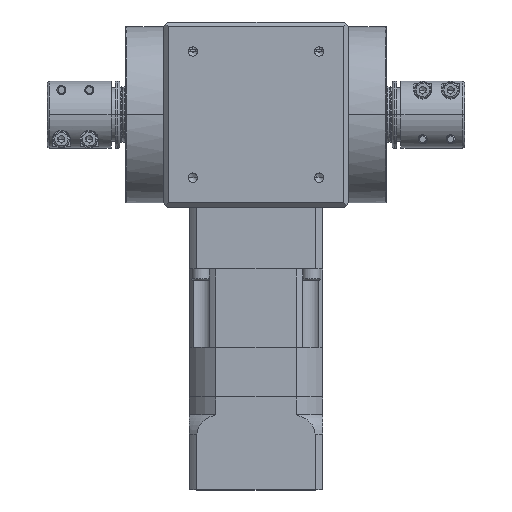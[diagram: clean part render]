
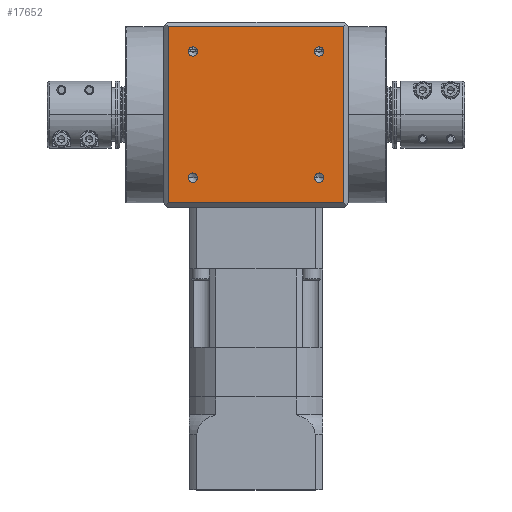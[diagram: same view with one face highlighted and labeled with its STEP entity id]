
A CAD part, top view. The second image highlights one B-rep face of the part: STEP entity #17652.
In plain terms, the highlighted planar face has unit normal (0, 0, 1).
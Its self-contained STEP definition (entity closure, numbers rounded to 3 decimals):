
#205 = EDGE_LOOP ( 'NONE', ( #3803, #29721 ) ) ;
#461 = EDGE_CURVE ( 'NONE', #17072, #15977, #22911, .T. ) ;
#702 = VECTOR ( 'NONE', #8247, 1000. ) ;
#1246 = ORIENTED_EDGE ( 'NONE', *, *, #5946, .F. ) ;
#1676 = CARTESIAN_POINT ( 'NONE',  ( -28.284, 163.984, 41.5 ) ) ;
#1711 = VERTEX_POINT ( 'NONE', #18228 ) ;
#1756 = CARTESIAN_POINT ( 'NONE',  ( -28.284, 107.416, 41.5 ) ) ;
#2282 = ORIENTED_EDGE ( 'NONE', *, *, #461, .F. ) ;
#2548 = EDGE_CURVE ( 'NONE', #26746, #32857, #32123, .T. ) ;
#2729 = AXIS2_PLACEMENT_3D ( 'NONE', #2865, #22260, #5628 ) ;
#2780 = AXIS2_PLACEMENT_3D ( 'NONE', #1756, #21133, #4502 ) ;
#2865 = CARTESIAN_POINT ( 'NONE',  ( -28.284, 107.416, 41.5 ) ) ;
#3411 = VERTEX_POINT ( 'NONE', #27608 ) ;
#3682 = CARTESIAN_POINT ( 'NONE',  ( -41.5, 96.2, 41.5 ) ) ;
#3803 = ORIENTED_EDGE ( 'NONE', *, *, #2548, .T. ) ;
#3908 = CARTESIAN_POINT ( 'NONE',  ( 39.292, 96.2, 41.5 ) ) ;
#4441 = DIRECTION ( 'NONE',  ( 0., -1., 0. ) ) ;
#4502 = DIRECTION ( 'NONE',  ( 0., -1., 0. ) ) ;
#5628 = DIRECTION ( 'NONE',  ( 0., -1., 0. ) ) ;
#5946 = EDGE_CURVE ( 'NONE', #3411, #25212, #14768, .T. ) ;
#5954 = DIRECTION ( 'NONE',  ( 0., 0., -1. ) ) ;
#5994 = CARTESIAN_POINT ( 'NONE',  ( -39.292, 177.2, 41.5 ) ) ;
#6309 = CIRCLE ( 'NONE', #12845, 2.1 ) ;
#7335 = VERTEX_POINT ( 'NONE', #21231 ) ;
#7579 = CIRCLE ( 'NONE', #35518, 2.1 ) ;
#8205 = AXIS2_PLACEMENT_3D ( 'NONE', #1676, #21055, #4441 ) ;
#8247 = DIRECTION ( 'NONE',  ( 0., -1., 0. ) ) ;
#8309 = AXIS2_PLACEMENT_3D ( 'NONE', #13392, #32796, #16181 ) ;
#8414 = CARTESIAN_POINT ( 'NONE',  ( 28.284, 107.416, 41.5 ) ) ;
#8555 = DIRECTION ( 'NONE',  ( 1., 0., 0. ) ) ;
#8715 = EDGE_CURVE ( 'NONE', #28724, #12751, #6309, .T. ) ;
#8740 = DIRECTION ( 'NONE',  ( 0., 0., -1. ) ) ;
#8922 = ORIENTED_EDGE ( 'NONE', *, *, #30559, .F. ) ;
#8938 = FACE_BOUND ( 'NONE', #23887, .T. ) ;
#9758 = EDGE_CURVE ( 'NONE', #1711, #13429, #29561, .T. ) ;
#10301 = EDGE_LOOP ( 'NONE', ( #24702, #13288 ) ) ;
#10874 = AXIS2_PLACEMENT_3D ( 'NONE', #22591, #5954, #25359 ) ;
#11208 = DIRECTION ( 'NONE',  ( 0., -1., 0. ) ) ;
#11418 = PLANE ( 'NONE',  #10874 ) ;
#11688 = EDGE_LOOP ( 'NONE', ( #2282, #14129, #14929, #8922 ) ) ;
#12014 = ORIENTED_EDGE ( 'NONE', *, *, #18172, .T. ) ;
#12747 = CARTESIAN_POINT ( 'NONE',  ( -28.284, 161.884, 41.5 ) ) ;
#12751 = VERTEX_POINT ( 'NONE', #25793 ) ;
#12845 = AXIS2_PLACEMENT_3D ( 'NONE', #25345, #8740, #28143 ) ;
#13221 = EDGE_CURVE ( 'NONE', #30762, #7335, #35927, .T. ) ;
#13288 = ORIENTED_EDGE ( 'NONE', *, *, #18743, .F. ) ;
#13392 = CARTESIAN_POINT ( 'NONE',  ( -28.284, 163.984, 41.5 ) ) ;
#13429 = VERTEX_POINT ( 'NONE', #33986 ) ;
#13815 = VECTOR ( 'NONE', #8555, 1000. ) ;
#14129 = ORIENTED_EDGE ( 'NONE', *, *, #20926, .F. ) ;
#14473 = DIRECTION ( 'NONE',  ( 0., 0., 1. ) ) ;
#14515 = CARTESIAN_POINT ( 'NONE',  ( 28.284, 163.984, 41.5 ) ) ;
#14768 = CIRCLE ( 'NONE', #2729, 2.1 ) ;
#14929 = ORIENTED_EDGE ( 'NONE', *, *, #13221, .F. ) ;
#15521 = VECTOR ( 'NONE', #28656, 1000. ) ;
#15805 = ORIENTED_EDGE ( 'NONE', *, *, #35551, .F. ) ;
#15977 = VERTEX_POINT ( 'NONE', #17145 ) ;
#16181 = DIRECTION ( 'NONE',  ( 0., -1., 0. ) ) ;
#16318 = FACE_OUTER_BOUND ( 'NONE', #11688, .T. ) ;
#16621 = EDGE_LOOP ( 'NONE', ( #1246, #15805 ) ) ;
#17072 = VERTEX_POINT ( 'NONE', #3908 ) ;
#17145 = CARTESIAN_POINT ( 'NONE',  ( -39.292, 96.2, 41.5 ) ) ;
#17211 = LINE ( 'NONE', #5994, #24607 ) ;
#17327 = DIRECTION ( 'NONE',  ( 0., -1., 0. ) ) ;
#17652 = ADVANCED_FACE ( 'NONE', ( #16318, #30218, #31089, #8938, #22838 ), #11418, .F. ) ;
#18172 = EDGE_CURVE ( 'NONE', #12751, #28724, #7579, .T. ) ;
#18228 = CARTESIAN_POINT ( 'NONE',  ( 28.284, 105.316, 41.5 ) ) ;
#18743 = EDGE_CURVE ( 'NONE', #13429, #1711, #20083, .T. ) ;
#18796 = CIRCLE ( 'NONE', #8309, 2.1 ) ;
#20083 = CIRCLE ( 'NONE', #33424, 2.1 ) ;
#20926 = EDGE_CURVE ( 'NONE', #7335, #17072, #29330, .T. ) ;
#21011 = CARTESIAN_POINT ( 'NONE',  ( -39.292, 175.2, 41.5 ) ) ;
#21055 = DIRECTION ( 'NONE',  ( 0., 0., -1. ) ) ;
#21133 = DIRECTION ( 'NONE',  ( 0., 0., 1. ) ) ;
#21231 = CARTESIAN_POINT ( 'NONE',  ( 39.292, 175.2, 41.5 ) ) ;
#21238 = CARTESIAN_POINT ( 'NONE',  ( -28.284, 109.516, 41.5 ) ) ;
#22093 = CARTESIAN_POINT ( 'NONE',  ( 39.292, 0., 41.5 ) ) ;
#22260 = DIRECTION ( 'NONE',  ( 0., 0., 1. ) ) ;
#22591 = CARTESIAN_POINT ( 'NONE',  ( -41.5, 177.2, 41.5 ) ) ;
#22746 = DIRECTION ( 'NONE',  ( 0., 1., 0. ) ) ;
#22838 = FACE_BOUND ( 'NONE', #205, .T. ) ;
#22911 = LINE ( 'NONE', #3682, #15521 ) ;
#23887 = EDGE_LOOP ( 'NONE', ( #25465, #12014 ) ) ;
#23926 = CIRCLE ( 'NONE', #2780, 2.1 ) ;
#24607 = VECTOR ( 'NONE', #22746, 1000. ) ;
#24702 = ORIENTED_EDGE ( 'NONE', *, *, #9758, .F. ) ;
#25212 = VERTEX_POINT ( 'NONE', #21238 ) ;
#25345 = CARTESIAN_POINT ( 'NONE',  ( 28.284, 163.984, 41.5 ) ) ;
#25359 = DIRECTION ( 'NONE',  ( 0., 1., 0. ) ) ;
#25465 = ORIENTED_EDGE ( 'NONE', *, *, #8715, .T. ) ;
#25793 = CARTESIAN_POINT ( 'NONE',  ( 28.284, 166.084, 41.5 ) ) ;
#26359 = EDGE_CURVE ( 'NONE', #32857, #26746, #18796, .T. ) ;
#26746 = VERTEX_POINT ( 'NONE', #12747 ) ;
#27608 = CARTESIAN_POINT ( 'NONE',  ( -28.284, 105.316, 41.5 ) ) ;
#27816 = DIRECTION ( 'NONE',  ( 0., 0., 1. ) ) ;
#28143 = DIRECTION ( 'NONE',  ( 0., -1., 0. ) ) ;
#28656 = DIRECTION ( 'NONE',  ( -1., 0., 0. ) ) ;
#28724 = VERTEX_POINT ( 'NONE', #34796 ) ;
#29330 = LINE ( 'NONE', #22093, #702 ) ;
#29561 = CIRCLE ( 'NONE', #35412, 2.1 ) ;
#29721 = ORIENTED_EDGE ( 'NONE', *, *, #26359, .T. ) ;
#30218 = FACE_BOUND ( 'NONE', #16621, .T. ) ;
#30559 = EDGE_CURVE ( 'NONE', #15977, #30762, #17211, .T. ) ;
#30762 = VERTEX_POINT ( 'NONE', #21011 ) ;
#30767 = CARTESIAN_POINT ( 'NONE',  ( 0., 175.2, 41.5 ) ) ;
#31089 = FACE_BOUND ( 'NONE', #10301, .T. ) ;
#31118 = CARTESIAN_POINT ( 'NONE',  ( 28.284, 107.416, 41.5 ) ) ;
#32123 = CIRCLE ( 'NONE', #8205, 2.1 ) ;
#32796 = DIRECTION ( 'NONE',  ( 0., 0., -1. ) ) ;
#32857 = VERTEX_POINT ( 'NONE', #34930 ) ;
#33424 = AXIS2_PLACEMENT_3D ( 'NONE', #31118, #14473, #33869 ) ;
#33869 = DIRECTION ( 'NONE',  ( 0., -1., 0. ) ) ;
#33912 = DIRECTION ( 'NONE',  ( 0., 0., -1. ) ) ;
#33986 = CARTESIAN_POINT ( 'NONE',  ( 28.284, 109.516, 41.5 ) ) ;
#34796 = CARTESIAN_POINT ( 'NONE',  ( 28.284, 161.884, 41.5 ) ) ;
#34930 = CARTESIAN_POINT ( 'NONE',  ( -28.284, 166.084, 41.5 ) ) ;
#35412 = AXIS2_PLACEMENT_3D ( 'NONE', #8414, #27816, #11208 ) ;
#35518 = AXIS2_PLACEMENT_3D ( 'NONE', #14515, #33912, #17327 ) ;
#35551 = EDGE_CURVE ( 'NONE', #25212, #3411, #23926, .T. ) ;
#35927 = LINE ( 'NONE', #30767, #13815 ) ;
